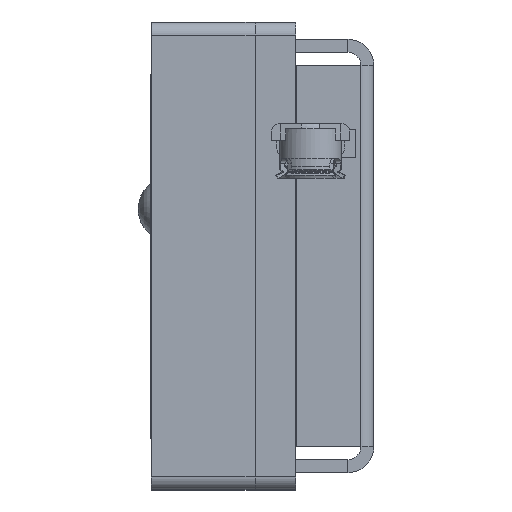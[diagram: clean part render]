
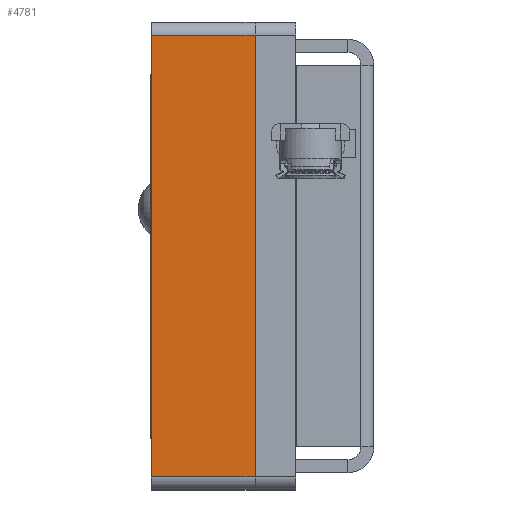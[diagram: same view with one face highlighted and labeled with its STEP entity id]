
A CAD part, left-side view. The second image highlights one B-rep face of the part: STEP entity #4781.
In plain terms, the highlighted planar face has unit normal (-1, 0, 0).
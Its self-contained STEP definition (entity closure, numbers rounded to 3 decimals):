
#868 = EDGE_CURVE ( 'NONE', #11454, #28347, #29226, .T. ) ;
#973 = VERTEX_POINT ( 'NONE', #29812 ) ;
#1068 = DIRECTION ( 'NONE',  ( 0., 1., 0. ) ) ;
#1841 = DIRECTION ( 'NONE',  ( 0., 0., 1. ) ) ;
#2678 = LINE ( 'NONE', #17921, #23292 ) ;
#3429 = EDGE_CURVE ( 'NONE', #28347, #30231, #6630, .T. ) ;
#4305 = CARTESIAN_POINT ( 'NONE',  ( -9., 1.57, 9. ) ) ;
#4781 = ADVANCED_FACE ( 'NONE', ( #29894 ), #25227, .F. ) ;
#6630 = LINE ( 'NONE', #15668, #12972 ) ;
#8412 = ORIENTED_EDGE ( 'NONE', *, *, #3429, .T. ) ;
#9518 = CARTESIAN_POINT ( 'NONE',  ( -9., 1.57, -8.5 ) ) ;
#11454 = VERTEX_POINT ( 'NONE', #9518 ) ;
#11466 = ORIENTED_EDGE ( 'NONE', *, *, #12564, .T. ) ;
#11924 = ORIENTED_EDGE ( 'NONE', *, *, #34893, .F. ) ;
#12564 = EDGE_CURVE ( 'NONE', #973, #11454, #27534, .T. ) ;
#12972 = VECTOR ( 'NONE', #1068, 1000. ) ;
#13793 = DIRECTION ( 'NONE',  ( 0., -1., 0. ) ) ;
#15668 = CARTESIAN_POINT ( 'NONE',  ( -9., 5.57, 8.5 ) ) ;
#17007 = DIRECTION ( 'NONE',  ( 0., 0., 1. ) ) ;
#17921 = CARTESIAN_POINT ( 'NONE',  ( -9., 5.57, 9. ) ) ;
#18682 = VECTOR ( 'NONE', #13793, 1000. ) ;
#18784 = AXIS2_PLACEMENT_3D ( 'NONE', #23757, #23683, #23635 ) ;
#19193 = CARTESIAN_POINT ( 'NONE',  ( -9., 5.57, 8.5 ) ) ;
#21858 = CARTESIAN_POINT ( 'NONE',  ( -9., 5.57, -8.5 ) ) ;
#22101 = VECTOR ( 'NONE', #17007, 1000. ) ;
#23292 = VECTOR ( 'NONE', #1841, 1000. ) ;
#23635 = DIRECTION ( 'NONE',  ( 0., 0., -1. ) ) ;
#23683 = DIRECTION ( 'NONE',  ( 1., 0., 0. ) ) ;
#23757 = CARTESIAN_POINT ( 'NONE',  ( -9., 5.57, 9. ) ) ;
#25227 = PLANE ( 'NONE',  #18784 ) ;
#27534 = LINE ( 'NONE', #21858, #18682 ) ;
#28347 = VERTEX_POINT ( 'NONE', #29858 ) ;
#29226 = LINE ( 'NONE', #4305, #22101 ) ;
#29812 = CARTESIAN_POINT ( 'NONE',  ( -9., 5.57, -8.5 ) ) ;
#29858 = CARTESIAN_POINT ( 'NONE',  ( -9., 1.57, 8.5 ) ) ;
#29894 = FACE_OUTER_BOUND ( 'NONE', #30323, .T. ) ;
#30231 = VERTEX_POINT ( 'NONE', #19193 ) ;
#30323 = EDGE_LOOP ( 'NONE', ( #11924, #11466, #34151, #8412 ) ) ;
#34151 = ORIENTED_EDGE ( 'NONE', *, *, #868, .T. ) ;
#34893 = EDGE_CURVE ( 'NONE', #973, #30231, #2678, .T. ) ;
